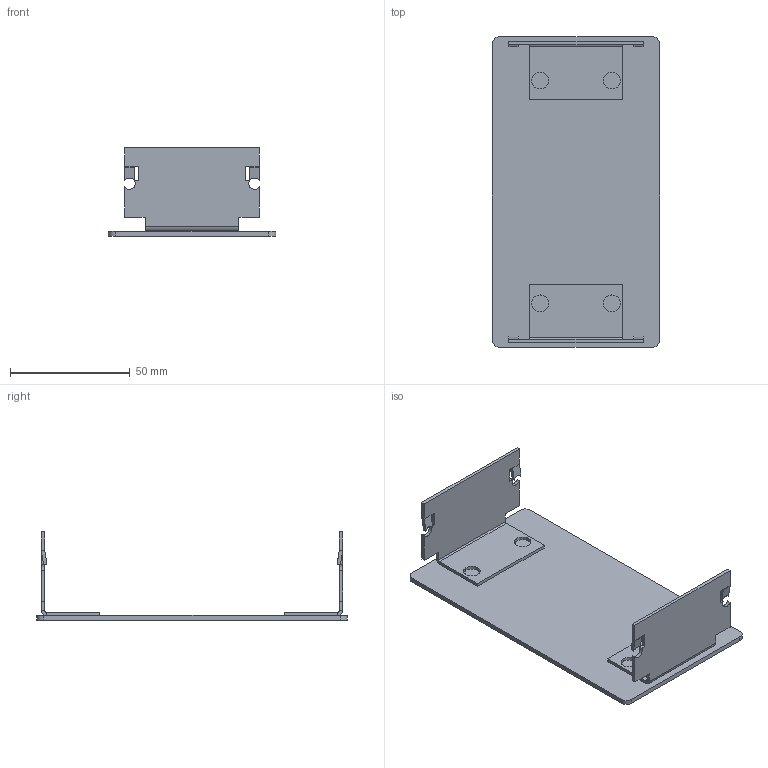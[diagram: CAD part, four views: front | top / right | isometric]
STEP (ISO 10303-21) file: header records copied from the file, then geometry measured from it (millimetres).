
FILE_DESCRIPTION (( 'STEP AP214' ), '1' );
FILE_NAME ('6279373.stp', '2016-06-20T12:43:20', ( '' ), ( '' ), 'SwSTEP 2.0', 'SolidWorks 2014', '' );
FILE_SCHEMA (( 'AUTOMOTIVE_DESIGN' ));
Length unit declared in the file: millimetre
Products named in the file (4): 027679_T = 70; 6279373; 027684_Standard; 027684T1_Standard
Assembly tree (4 placements, depth 3):
  6279373
    027684_Standard
      027684T1_Standard
    027679_T = 70  x2
Bounding box: 70 x 130 x 37 mm (x, y, z)
Volume: 25525 mm3; surface area: 30362.6 mm2
Topology: 3 solids, 3 shells, 118 faces, 288 edges, 176 vertices
Faces by surface type: plane 82, cylinder 36
Entity records: 2000 total; most frequent: DIRECTION 340, CARTESIAN_POINT 324, ORIENTED_EDGE 312, EDGE_CURVE 156, LINE 116, VECTOR 116, AXIS2_PLACEMENT_3D 112, VERTEX_POINT 96
